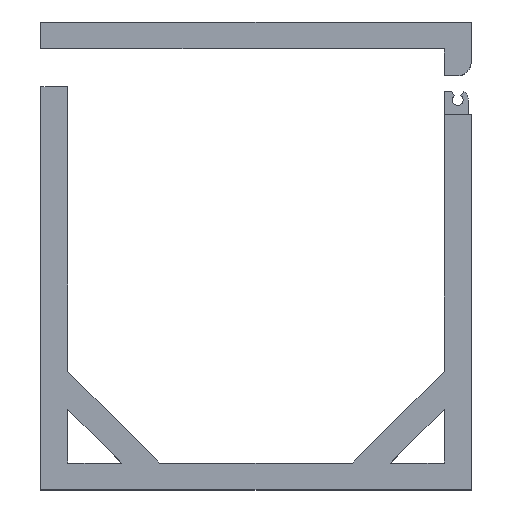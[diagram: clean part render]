
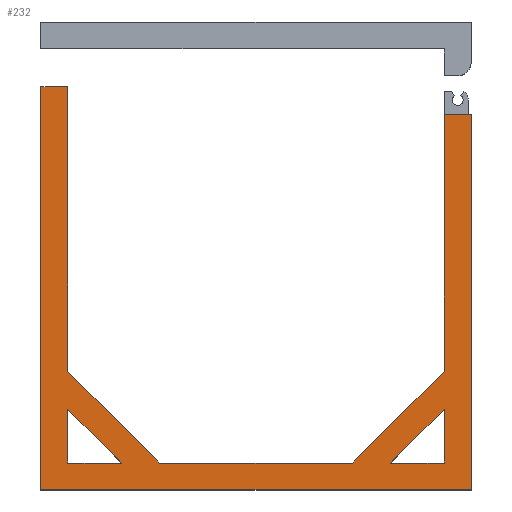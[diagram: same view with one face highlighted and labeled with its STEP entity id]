
A CAD part, top view. The second image highlights one B-rep face of the part: STEP entity #232.
In plain terms, the highlighted planar face has unit normal (0, 0, 1).
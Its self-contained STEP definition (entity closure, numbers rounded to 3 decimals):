
#184 = VERTEX_POINT('',#185);
#185 = CARTESIAN_POINT('',(-35.,75.,5.));
#193 = VERTEX_POINT('',#194);
#194 = CARTESIAN_POINT('',(-40.,75.,5.));
#200 = EDGE_CURVE('',#184,#193,#201,.T.);
#201 = LINE('',#202,#203);
#202 = CARTESIAN_POINT('',(-35.,75.,5.));
#203 = VECTOR('',#204,1.);
#204 = DIRECTION('',(-1.,0.,0.));
#232 = ADVANCED_FACE('',(#233,#306,#332),#358,.T.);
#233 = FACE_BOUND('',#234,.T.);
#234 = EDGE_LOOP('',(#235,#243,#244,#252,#260,#268,#276,#284,#292,#300)
  );
#235 = ORIENTED_EDGE('',*,*,#236,.F.);
#236 = EDGE_CURVE('',#184,#237,#239,.T.);
#237 = VERTEX_POINT('',#238);
#238 = CARTESIAN_POINT('',(-35.,22.071,5.));
#239 = LINE('',#240,#241);
#240 = CARTESIAN_POINT('',(-35.,75.,5.));
#241 = VECTOR('',#242,1.);
#242 = DIRECTION('',(0.,-1.,0.));
#243 = ORIENTED_EDGE('',*,*,#200,.T.);
#244 = ORIENTED_EDGE('',*,*,#245,.T.);
#245 = EDGE_CURVE('',#193,#246,#248,.T.);
#246 = VERTEX_POINT('',#247);
#247 = CARTESIAN_POINT('',(-40.,0.,5.));
#248 = LINE('',#249,#250);
#249 = CARTESIAN_POINT('',(-40.,75.,5.));
#250 = VECTOR('',#251,1.);
#251 = DIRECTION('',(0.,-1.,0.));
#252 = ORIENTED_EDGE('',*,*,#253,.T.);
#253 = EDGE_CURVE('',#246,#254,#256,.T.);
#254 = VERTEX_POINT('',#255);
#255 = CARTESIAN_POINT('',(40.,0.,5.));
#256 = LINE('',#257,#258);
#257 = CARTESIAN_POINT('',(-40.,0.,5.));
#258 = VECTOR('',#259,1.);
#259 = DIRECTION('',(1.,0.,0.));
#260 = ORIENTED_EDGE('',*,*,#261,.F.);
#261 = EDGE_CURVE('',#262,#254,#264,.T.);
#262 = VERTEX_POINT('',#263);
#263 = CARTESIAN_POINT('',(40.,69.8,5.));
#264 = LINE('',#265,#266);
#265 = CARTESIAN_POINT('',(40.,75.,5.));
#266 = VECTOR('',#267,1.);
#267 = DIRECTION('',(-0.,-1.,-0.));
#268 = ORIENTED_EDGE('',*,*,#269,.T.);
#269 = EDGE_CURVE('',#262,#270,#272,.T.);
#270 = VERTEX_POINT('',#271);
#271 = CARTESIAN_POINT('',(35.,69.8,5.));
#272 = LINE('',#273,#274);
#273 = CARTESIAN_POINT('',(40.,69.8,5.));
#274 = VECTOR('',#275,1.);
#275 = DIRECTION('',(-1.,0.,0.));
#276 = ORIENTED_EDGE('',*,*,#277,.T.);
#277 = EDGE_CURVE('',#270,#278,#280,.T.);
#278 = VERTEX_POINT('',#279);
#279 = CARTESIAN_POINT('',(35.,22.071,5.));
#280 = LINE('',#281,#282);
#281 = CARTESIAN_POINT('',(35.,75.,5.));
#282 = VECTOR('',#283,1.);
#283 = DIRECTION('',(-0.,-1.,-0.));
#284 = ORIENTED_EDGE('',*,*,#285,.T.);
#285 = EDGE_CURVE('',#278,#286,#288,.T.);
#286 = VERTEX_POINT('',#287);
#287 = CARTESIAN_POINT('',(17.929,5.,5.));
#288 = LINE('',#289,#290);
#289 = CARTESIAN_POINT('',(35.,22.071,5.));
#290 = VECTOR('',#291,1.);
#291 = DIRECTION('',(-0.707,-0.707,-0.));
#292 = ORIENTED_EDGE('',*,*,#293,.T.);
#293 = EDGE_CURVE('',#286,#294,#296,.T.);
#294 = VERTEX_POINT('',#295);
#295 = CARTESIAN_POINT('',(-17.929,5.,5.));
#296 = LINE('',#297,#298);
#297 = CARTESIAN_POINT('',(17.929,5.,5.));
#298 = VECTOR('',#299,1.);
#299 = DIRECTION('',(-1.,-0.,-0.));
#300 = ORIENTED_EDGE('',*,*,#301,.F.);
#301 = EDGE_CURVE('',#237,#294,#302,.T.);
#302 = LINE('',#303,#304);
#303 = CARTESIAN_POINT('',(-35.,22.071,5.));
#304 = VECTOR('',#305,1.);
#305 = DIRECTION('',(0.707,-0.707,0.));
#306 = FACE_BOUND('',#307,.T.);
#307 = EDGE_LOOP('',(#308,#318,#326));
#308 = ORIENTED_EDGE('',*,*,#309,.F.);
#309 = EDGE_CURVE('',#310,#312,#314,.T.);
#310 = VERTEX_POINT('',#311);
#311 = CARTESIAN_POINT('',(-35.,5.,5.));
#312 = VERTEX_POINT('',#313);
#313 = CARTESIAN_POINT('',(-25.,5.,5.));
#314 = LINE('',#315,#316);
#315 = CARTESIAN_POINT('',(-35.,5.,5.));
#316 = VECTOR('',#317,1.);
#317 = DIRECTION('',(1.,0.,0.));
#318 = ORIENTED_EDGE('',*,*,#319,.F.);
#319 = EDGE_CURVE('',#320,#310,#322,.T.);
#320 = VERTEX_POINT('',#321);
#321 = CARTESIAN_POINT('',(-35.,15.,5.));
#322 = LINE('',#323,#324);
#323 = CARTESIAN_POINT('',(-35.,15.,5.));
#324 = VECTOR('',#325,1.);
#325 = DIRECTION('',(0.,-1.,0.));
#326 = ORIENTED_EDGE('',*,*,#327,.T.);
#327 = EDGE_CURVE('',#320,#312,#328,.T.);
#328 = LINE('',#329,#330);
#329 = CARTESIAN_POINT('',(-35.,15.,5.));
#330 = VECTOR('',#331,1.);
#331 = DIRECTION('',(0.707,-0.707,0.));
#332 = FACE_BOUND('',#333,.T.);
#333 = EDGE_LOOP('',(#334,#344,#352));
#334 = ORIENTED_EDGE('',*,*,#335,.T.);
#335 = EDGE_CURVE('',#336,#338,#340,.T.);
#336 = VERTEX_POINT('',#337);
#337 = CARTESIAN_POINT('',(35.,5.,5.));
#338 = VERTEX_POINT('',#339);
#339 = CARTESIAN_POINT('',(25.,5.,5.));
#340 = LINE('',#341,#342);
#341 = CARTESIAN_POINT('',(35.,5.,5.));
#342 = VECTOR('',#343,1.);
#343 = DIRECTION('',(-1.,-0.,-0.));
#344 = ORIENTED_EDGE('',*,*,#345,.F.);
#345 = EDGE_CURVE('',#346,#338,#348,.T.);
#346 = VERTEX_POINT('',#347);
#347 = CARTESIAN_POINT('',(35.,15.,5.));
#348 = LINE('',#349,#350);
#349 = CARTESIAN_POINT('',(35.,15.,5.));
#350 = VECTOR('',#351,1.);
#351 = DIRECTION('',(-0.707,-0.707,-0.));
#352 = ORIENTED_EDGE('',*,*,#353,.T.);
#353 = EDGE_CURVE('',#346,#336,#354,.T.);
#354 = LINE('',#355,#356);
#355 = CARTESIAN_POINT('',(35.,15.,5.));
#356 = VECTOR('',#357,1.);
#357 = DIRECTION('',(-0.,-1.,-0.));
#358 = PLANE('',#359);
#359 = AXIS2_PLACEMENT_3D('',#360,#361,#362);
#360 = CARTESIAN_POINT('',(0.,28.711,5.));
#361 = DIRECTION('',(0.,0.,1.));
#362 = DIRECTION('',(1.,0.,0.));
